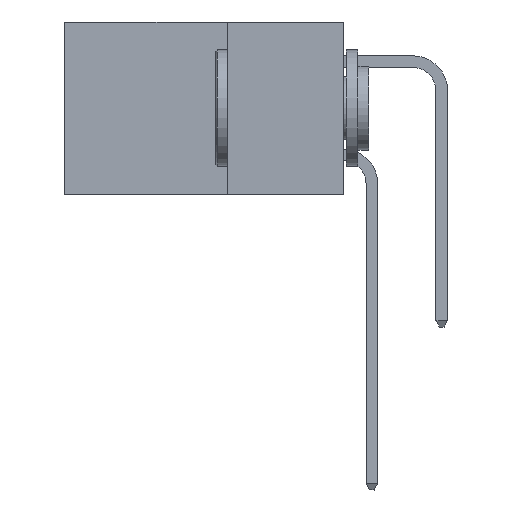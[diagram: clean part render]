
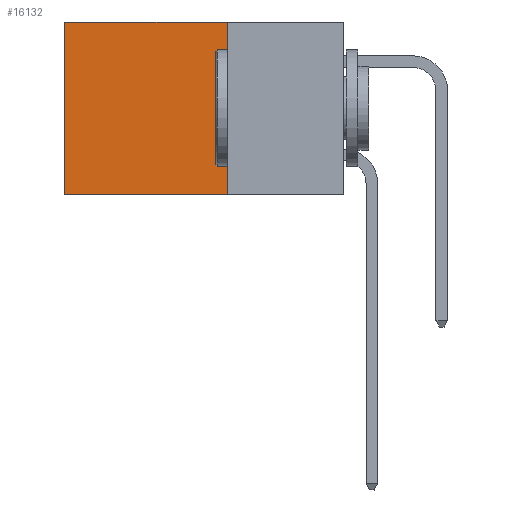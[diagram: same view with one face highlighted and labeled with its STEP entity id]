
A CAD part, left-side view. The second image highlights one B-rep face of the part: STEP entity #16132.
In plain terms, the highlighted planar face has unit normal (-1, 0, 0).
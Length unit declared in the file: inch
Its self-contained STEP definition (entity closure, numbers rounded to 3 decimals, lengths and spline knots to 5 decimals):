
#283 = CARTESIAN_POINT ( 'NONE',  ( 0.298, 0.25, -0.37 ) ) ;
#533 = PLANE ( 'NONE',  #2395 ) ;
#732 = ORIENTED_EDGE ( 'NONE', *, *, #18897, .T. ) ;
#921 = VERTEX_POINT ( 'NONE', #16795 ) ;
#1113 = DIRECTION ( 'NONE',  ( 0., 0., -1. ) ) ;
#2395 = AXIS2_PLACEMENT_3D ( 'NONE', #17215, #5170, #15851 ) ;
#2810 = EDGE_LOOP ( 'NONE', ( #3191, #5969, #13523, #732 ) ) ;
#3191 = ORIENTED_EDGE ( 'NONE', *, *, #6274, .T. ) ;
#3248 = DIRECTION ( 'NONE',  ( 0., 0., -1. ) ) ;
#3417 = DIRECTION ( 'NONE',  ( 0., 1., 0. ) ) ;
#3952 = CARTESIAN_POINT ( 'NONE',  ( 0.298, 0.6, 0. ) ) ;
#5170 = DIRECTION ( 'NONE',  ( 1., 0., 0. ) ) ;
#5969 = ORIENTED_EDGE ( 'NONE', *, *, #11623, .F. ) ;
#6165 = DIRECTION ( 'NONE',  ( 0., 1., 0. ) ) ;
#6274 = EDGE_CURVE ( 'NONE', #921, #13241, #17573, .T. ) ;
#7242 = CARTESIAN_POINT ( 'NONE',  ( 0.298, 0.25, 0. ) ) ;
#7480 = LINE ( 'NONE', #283, #18966 ) ;
#7730 = CARTESIAN_POINT ( 'NONE',  ( 0.298, 0.25, 0. ) ) ;
#8629 = LINE ( 'NONE', #7730, #12219 ) ;
#9883 = CARTESIAN_POINT ( 'NONE',  ( 0.298, 0.25, -0.37 ) ) ;
#10067 = EDGE_CURVE ( 'NONE', #17700, #13816, #15195, .T. ) ;
#10338 = FACE_OUTER_BOUND ( 'NONE', #2810, .T. ) ;
#11091 = VECTOR ( 'NONE', #1113, 39.37008 ) ;
#11623 = EDGE_CURVE ( 'NONE', #13816, #13241, #7480, .T. ) ;
#11857 = CARTESIAN_POINT ( 'NONE',  ( 0.298, 0.25, 0. ) ) ;
#12219 = VECTOR ( 'NONE', #6165, 39.37008 ) ;
#13241 = VERTEX_POINT ( 'NONE', #19146 ) ;
#13246 = VECTOR ( 'NONE', #3248, 39.37008 ) ;
#13523 = ORIENTED_EDGE ( 'NONE', *, *, #10067, .F. ) ;
#13816 = VERTEX_POINT ( 'NONE', #9883 ) ;
#15195 = LINE ( 'NONE', #7242, #11091 ) ;
#15851 = DIRECTION ( 'NONE',  ( 0., 0., -1. ) ) ;
#16132 = ADVANCED_FACE ( 'NONE', ( #10338 ), #533, .F. ) ;
#16795 = CARTESIAN_POINT ( 'NONE',  ( 0.298, 0.6, 0. ) ) ;
#17215 = CARTESIAN_POINT ( 'NONE',  ( 0.298, 0.25, 0. ) ) ;
#17573 = LINE ( 'NONE', #3952, #13246 ) ;
#17700 = VERTEX_POINT ( 'NONE', #11857 ) ;
#18897 = EDGE_CURVE ( 'NONE', #17700, #921, #8629, .T. ) ;
#18966 = VECTOR ( 'NONE', #3417, 39.37008 ) ;
#19146 = CARTESIAN_POINT ( 'NONE',  ( 0.298, 0.6, -0.37 ) ) ;
